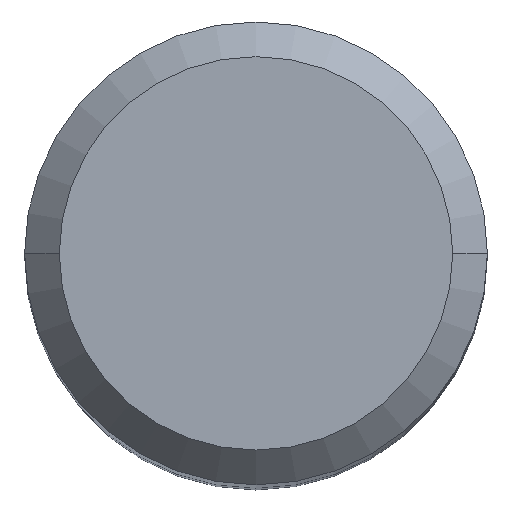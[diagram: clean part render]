
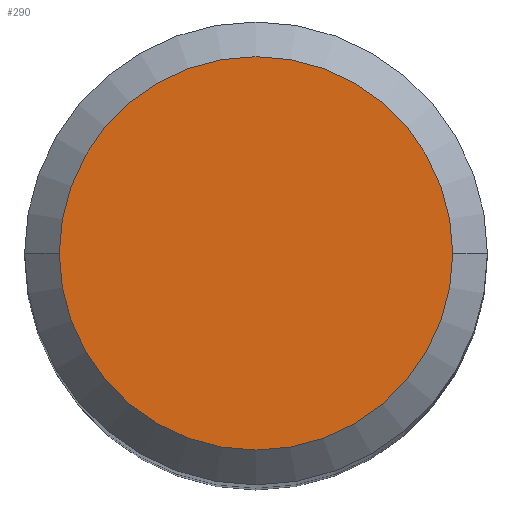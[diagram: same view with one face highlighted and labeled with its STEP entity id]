
A CAD part, top view. The second image highlights one B-rep face of the part: STEP entity #290.
In plain terms, the highlighted planar face has unit normal (0, 0, 1).
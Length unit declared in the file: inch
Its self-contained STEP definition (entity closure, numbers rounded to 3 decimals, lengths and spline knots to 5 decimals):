
#18 = CARTESIAN_POINT ( 'NONE',  ( 0., 0., 0. ) ) ;
#46 = DIRECTION ( 'NONE',  ( 1., 0., 0. ) ) ;
#49 = DIRECTION ( 'NONE',  ( 1., 0., 0. ) ) ;
#51 = CIRCLE ( 'NONE', #367, 0.16732 ) ;
#67 = EDGE_LOOP ( 'NONE', ( #413, #183 ) ) ;
#105 = EDGE_CURVE ( 'NONE', #270, #378, #51, .T. ) ;
#106 = PLANE ( 'NONE',  #198 ) ;
#109 = CIRCLE ( 'NONE', #404, 0.16732 ) ;
#134 = DIRECTION ( 'NONE',  ( -1., 0., 0. ) ) ;
#135 = FACE_OUTER_BOUND ( 'NONE', #67, .T. ) ;
#183 = ORIENTED_EDGE ( 'NONE', *, *, #251, .T. ) ;
#198 = AXIS2_PLACEMENT_3D ( 'NONE', #296, #483, #134 ) ;
#229 = CARTESIAN_POINT ( 'NONE',  ( 0., 0., 0. ) ) ;
#251 = EDGE_CURVE ( 'NONE', #378, #270, #109, .T. ) ;
#270 = VERTEX_POINT ( 'NONE', #453 ) ;
#290 = ADVANCED_FACE ( 'NONE', ( #135 ), #106, .F. ) ;
#296 = CARTESIAN_POINT ( 'NONE',  ( 0., 0., 0. ) ) ;
#364 = DIRECTION ( 'NONE',  ( 0., 0., 1. ) ) ;
#367 = AXIS2_PLACEMENT_3D ( 'NONE', #18, #364, #49 ) ;
#378 = VERTEX_POINT ( 'NONE', #452 ) ;
#395 = DIRECTION ( 'NONE',  ( 0., 0., 1. ) ) ;
#404 = AXIS2_PLACEMENT_3D ( 'NONE', #229, #395, #46 ) ;
#413 = ORIENTED_EDGE ( 'NONE', *, *, #105, .T. ) ;
#452 = CARTESIAN_POINT ( 'NONE',  ( 0.16732, 0., 0. ) ) ;
#453 = CARTESIAN_POINT ( 'NONE',  ( -0.16732, 0., 0. ) ) ;
#483 = DIRECTION ( 'NONE',  ( 0., 0., -1. ) ) ;
